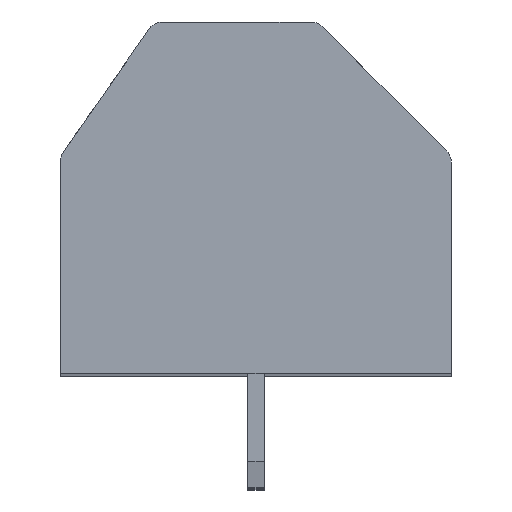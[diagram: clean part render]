
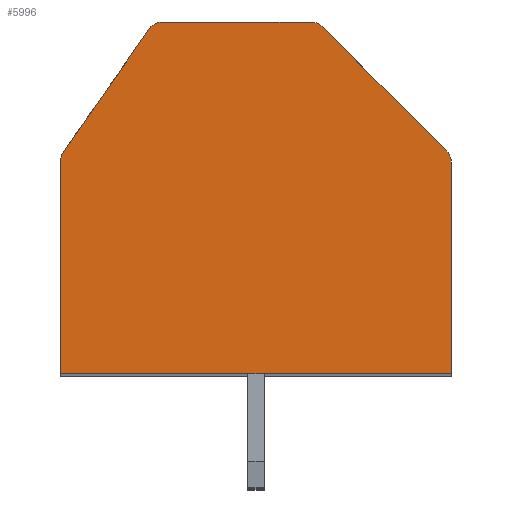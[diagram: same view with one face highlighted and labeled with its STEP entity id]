
A CAD part, top view. The second image highlights one B-rep face of the part: STEP entity #5996.
In plain terms, the highlighted planar face has unit normal (0, 0, 1).
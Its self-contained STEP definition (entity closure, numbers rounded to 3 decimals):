
#1897=CARTESIAN_POINT('',(1.693,4.899,3.));
#1898=DIRECTION('',(0.,0.,1.));
#1899=DIRECTION('',(0.707,0.707,0.));
#1900=AXIS2_PLACEMENT_3D('',#1897,#1898,#1899);
#1902=DIRECTION('',(-0.707,0.707,0.));
#1903=VECTOR('',#1902,5.383);
#1904=CARTESIAN_POINT('',(5.854,1.446,3.));
#1905=LINE('',#1904,#1903);
#1906=CARTESIAN_POINT('',(5.5,1.093,3.));
#1907=DIRECTION('',(0.,0.,1.));
#1908=DIRECTION('',(1.,0.,0.));
#1909=AXIS2_PLACEMENT_3D('',#1906,#1907,#1908);
#1911=DIRECTION('',(0.,1.,0.));
#1912=VECTOR('',#1911,6.493);
#1913=CARTESIAN_POINT('',(6.,-5.4,3.));
#1914=LINE('',#1913,#1912);
#1915=DIRECTION('',(1.,0.,0.));
#1916=VECTOR('',#1915,12.);
#1917=CARTESIAN_POINT('',(-6.,-5.4,3.));
#1918=LINE('',#1917,#1916);
#1919=DIRECTION('',(0.,-1.,0.));
#1920=VECTOR('',#1919,6.542);
#1921=CARTESIAN_POINT('',(-6.,1.142,3.));
#1922=LINE('',#1921,#1920);
#1923=CARTESIAN_POINT('',(-5.5,1.142,3.));
#1924=DIRECTION('',(0.,0.,1.));
#1925=DIRECTION('',(-0.819,0.574,0.));
#1926=AXIS2_PLACEMENT_3D('',#1923,#1924,#1925);
#1928=DIRECTION('',(-0.574,-0.819,0.));
#1929=VECTOR('',#1928,4.587);
#1930=CARTESIAN_POINT('',(-3.279,5.186,3.));
#1931=LINE('',#1930,#1929);
#1932=CARTESIAN_POINT('',(-2.869,4.899,3.));
#1933=DIRECTION('',(0.,0.,1.));
#1934=DIRECTION('',(0.,1.,0.));
#1935=AXIS2_PLACEMENT_3D('',#1932,#1933,#1934);
#1937=DIRECTION('',(-1.,0.,0.));
#1938=VECTOR('',#1937,4.563);
#1939=CARTESIAN_POINT('',(1.693,5.399,3.));
#1940=LINE('',#1939,#1938);
#2505=CARTESIAN_POINT('',(-6.,-5.4,3.));
#2506=CARTESIAN_POINT('',(6.,-5.4,3.));
#2507=VERTEX_POINT('',#2505);
#2508=VERTEX_POINT('',#2506);
#2817=CARTESIAN_POINT('',(2.047,5.253,3.));
#2818=VERTEX_POINT('',#2817);
#2819=CARTESIAN_POINT('',(1.693,5.399,3.));
#2820=VERTEX_POINT('',#2819);
#2825=CARTESIAN_POINT('',(6.,1.093,3.));
#2826=VERTEX_POINT('',#2825);
#2827=CARTESIAN_POINT('',(5.854,1.446,3.));
#2828=VERTEX_POINT('',#2827);
#2833=CARTESIAN_POINT('',(-2.869,5.399,3.));
#2834=VERTEX_POINT('',#2833);
#2835=CARTESIAN_POINT('',(-3.279,5.186,3.));
#2836=VERTEX_POINT('',#2835);
#2841=CARTESIAN_POINT('',(-5.91,1.429,3.));
#2842=VERTEX_POINT('',#2841);
#2843=CARTESIAN_POINT('',(-6.,1.142,3.));
#2844=VERTEX_POINT('',#2843);
#5979=CARTESIAN_POINT('',(0.,0.,3.));
#5980=DIRECTION('',(0.,0.,1.));
#5981=DIRECTION('',(1.,0.,0.));
#5982=AXIS2_PLACEMENT_3D('',#5979,#5980,#5981);
#5983=PLANE('',#5982);
#5984=ORIENTED_EDGE('',*,*,#3337,.F.);
#5985=ORIENTED_EDGE('',*,*,#3353,.F.);
#5986=ORIENTED_EDGE('',*,*,#4656,.F.);
#5987=ORIENTED_EDGE('',*,*,#4671,.F.);
#5988=ORIENTED_EDGE('',*,*,#4684,.F.);
#5989=ORIENTED_EDGE('',*,*,#4797,.F.);
#5990=ORIENTED_EDGE('',*,*,#4812,.F.);
#5991=ORIENTED_EDGE('',*,*,#4825,.F.);
#5992=ORIENTED_EDGE('',*,*,#5960,.F.);
#5993=ORIENTED_EDGE('',*,*,#5972,.F.);
#5994=EDGE_LOOP('',(#5984,#5985,#5986,#5987,#5988,#5989,#5990,#5991,#5992,
#5993));
#5995=FACE_OUTER_BOUND('',#5994,.F.);
#1901=CIRCLE('',#1900,0.5);
#1910=CIRCLE('',#1909,0.5);
#1927=CIRCLE('',#1926,0.5);
#1936=CIRCLE('',#1935,0.5);
#3337=EDGE_CURVE('',#2818,#2820,#1901,.T.);
#3353=EDGE_CURVE('',#2828,#2818,#1905,.T.);
#4656=EDGE_CURVE('',#2826,#2828,#1910,.T.);
#4671=EDGE_CURVE('',#2508,#2826,#1914,.T.);
#4684=EDGE_CURVE('',#2507,#2508,#1918,.T.);
#4797=EDGE_CURVE('',#2844,#2507,#1922,.T.);
#4812=EDGE_CURVE('',#2842,#2844,#1927,.T.);
#4825=EDGE_CURVE('',#2836,#2842,#1931,.T.);
#5960=EDGE_CURVE('',#2834,#2836,#1936,.T.);
#5972=EDGE_CURVE('',#2820,#2834,#1940,.T.);
#5996=ADVANCED_FACE('',(#5995),#5983,.T.);
